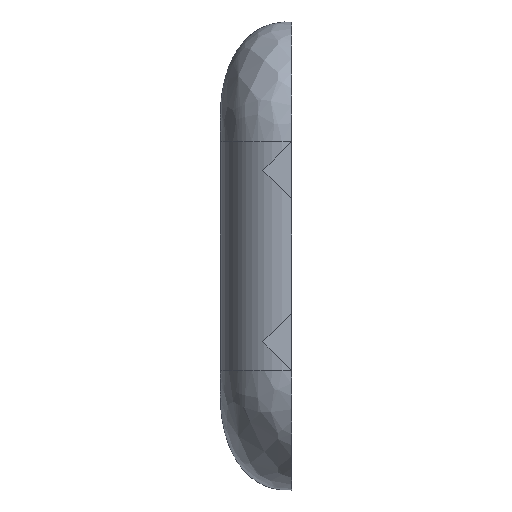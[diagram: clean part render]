
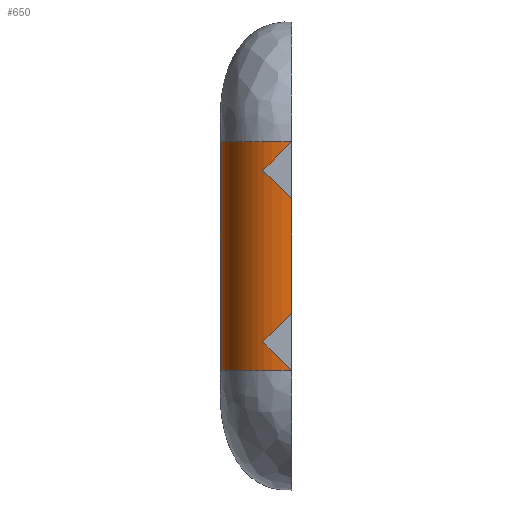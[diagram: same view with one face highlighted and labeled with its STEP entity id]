
A CAD part, left-side view. The second image highlights one B-rep face of the part: STEP entity #650.
In plain terms, the highlighted free-form (B-spline) face has degree [3, 1] with [16, 2] control points.
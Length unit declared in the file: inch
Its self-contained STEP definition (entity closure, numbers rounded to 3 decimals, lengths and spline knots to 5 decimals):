
#133=B_SPLINE_SURFACE_WITH_KNOTS('',3,1,((#1305,#1306),(#1307,#1308),(#1309,
#1310),(#1311,#1312),(#1313,#1314),(#1315,#1316),(#1317,#1318),(#1319,#1320),
(#1321,#1322),(#1323,#1324),(#1325,#1326),(#1327,#1328),(#1329,#1330),(#1331,
#1332),(#1333,#1334),(#1335,#1336)),.UNSPECIFIED.,.F.,.F.,.F.,(4,3,3,3,
3,4),(2,2),(-0.4342,-0.33589,-0.22988,-0.06125,
0.,0.02152),(0.,2.53492),.UNSPECIFIED.);
#154=FACE_OUTER_BOUND('',#200,.T.);
#200=EDGE_LOOP('',(#471,#472,#473,#474));
#242=B_SPLINE_CURVE_WITH_KNOTS('',3,(#865,#866,#867,#868,#869,#870),
 .UNSPECIFIED.,.F.,.F.,(4,2,4),(-2.53492,-1.26746,0.),.UNSPECIFIED.);
#264=B_SPLINE_CURVE_WITH_KNOTS('',3,(#1265,#1266,#1267,#1268,#1269,#1270,
#1271,#1272,#1273,#1274,#1275,#1276,#1277,#1278,#1279,#1280),
 .UNSPECIFIED.,.F.,.F.,(4,3,3,3,3,4),(-0.42039,-0.33589,
-0.22988,-0.06125,0.,0.01144),
 .UNSPECIFIED.);
#267=B_SPLINE_CURVE_WITH_KNOTS('',3,(#1338,#1339,#1340,#1341,#1342,#1343,
#1344,#1345,#1346,#1347,#1348,#1349,#1350,#1351,#1352,#1353),
 .UNSPECIFIED.,.F.,.F.,(4,3,3,3,3,4),(-0.42039,-0.33589,
-0.22988,-0.06125,0.,0.01144),
 .UNSPECIFIED.);
#268=B_SPLINE_CURVE_WITH_KNOTS('',3,(#1354,#1355,#1356,#1357,#1358,#1359),
 .UNSPECIFIED.,.F.,.F.,(4,2,4),(-2.53492,-1.26746,0.),.UNSPECIFIED.);
#290=VERTEX_POINT('',#851);
#291=VERTEX_POINT('',#864);
#308=VERTEX_POINT('',#1264);
#310=VERTEX_POINT('',#1337);
#346=EDGE_CURVE('',#291,#290,#242,.T.);
#368=EDGE_CURVE('',#291,#308,#264,.T.);
#371=EDGE_CURVE('',#290,#310,#267,.T.);
#372=EDGE_CURVE('',#310,#308,#268,.F.);
#471=ORIENTED_EDGE('',*,*,#346,.T.);
#472=ORIENTED_EDGE('',*,*,#371,.T.);
#473=ORIENTED_EDGE('',*,*,#372,.T.);
#474=ORIENTED_EDGE('',*,*,#368,.F.);
#650=ADVANCED_FACE('',(#154),#133,.T.);
#851=CARTESIAN_POINT('',(-1.0202,0.26,0.499));
#864=CARTESIAN_POINT('',(-1.0202,0.26,-0.499));
#865=CARTESIAN_POINT('Ctrl Pts',(-1.0202,0.26,-0.499));
#866=CARTESIAN_POINT('Ctrl Pts',(-1.0202,0.26,-0.33267));
#867=CARTESIAN_POINT('Ctrl Pts',(-1.0202,0.26,-0.16633));
#868=CARTESIAN_POINT('Ctrl Pts',(-1.0202,0.26,0.16633));
#869=CARTESIAN_POINT('Ctrl Pts',(-1.0202,0.26,0.33267));
#870=CARTESIAN_POINT('Ctrl Pts',(-1.0202,0.26,0.499));
#1264=CARTESIAN_POINT('',(-0.615,0.57,-0.499));
#1265=CARTESIAN_POINT('Ctrl Pts',(-1.02014,0.26005,-0.499));
#1266=CARTESIAN_POINT('Ctrl Pts',(-1.02332,0.29899,-0.499));
#1267=CARTESIAN_POINT('Ctrl Pts',(-1.0178,0.34115,-0.499));
#1268=CARTESIAN_POINT('Ctrl Pts',(-1.00119,0.37905,-0.499));
#1269=CARTESIAN_POINT('Ctrl Pts',(-0.98036,0.42661,
-0.499));
#1270=CARTESIAN_POINT('Ctrl Pts',(-0.94439,0.46472,
-0.499));
#1271=CARTESIAN_POINT('Ctrl Pts',(-0.9048,0.49184,
-0.499));
#1272=CARTESIAN_POINT('Ctrl Pts',(-0.84183,0.53497,
-0.499));
#1273=CARTESIAN_POINT('Ctrl Pts',(-0.76836,0.55568,-0.499));
#1274=CARTESIAN_POINT('Ctrl Pts',(-0.69873,0.56494,
-0.499));
#1275=CARTESIAN_POINT('Ctrl Pts',(-0.67343,0.56831,
-0.499));
#1276=CARTESIAN_POINT('Ctrl Pts',(-0.64872,0.57,-0.499));
#1277=CARTESIAN_POINT('Ctrl Pts',(-0.625,0.57,-0.499));
#1278=CARTESIAN_POINT('Ctrl Pts',(-0.62167,0.57,-0.499));
#1279=CARTESIAN_POINT('Ctrl Pts',(-0.61833,0.57,-0.499));
#1280=CARTESIAN_POINT('Ctrl Pts',(-0.615,0.57,-0.499));
#1305=CARTESIAN_POINT('Ctrl Pts',(-1.01789,0.24125,0.499));
#1306=CARTESIAN_POINT('Ctrl Pts',(-1.01789,0.24125,-0.499));
#1307=CARTESIAN_POINT('Ctrl Pts',(-1.02483,0.28511,0.499));
#1308=CARTESIAN_POINT('Ctrl Pts',(-1.02483,0.28511,-0.499));
#1309=CARTESIAN_POINT('Ctrl Pts',(-1.02051,0.33496,0.499));
#1310=CARTESIAN_POINT('Ctrl Pts',(-1.02051,0.33496,-0.499));
#1311=CARTESIAN_POINT('Ctrl Pts',(-1.00119,0.37905,0.499));
#1312=CARTESIAN_POINT('Ctrl Pts',(-1.00119,0.37905,-0.499));
#1313=CARTESIAN_POINT('Ctrl Pts',(-0.98036,0.42661,
0.499));
#1314=CARTESIAN_POINT('Ctrl Pts',(-0.98036,0.42661,
-0.499));
#1315=CARTESIAN_POINT('Ctrl Pts',(-0.94439,0.46472,
0.499));
#1316=CARTESIAN_POINT('Ctrl Pts',(-0.94439,0.46472,
-0.499));
#1317=CARTESIAN_POINT('Ctrl Pts',(-0.9048,0.49184,
0.499));
#1318=CARTESIAN_POINT('Ctrl Pts',(-0.9048,0.49184,
-0.499));
#1319=CARTESIAN_POINT('Ctrl Pts',(-0.84183,0.53497,
0.499));
#1320=CARTESIAN_POINT('Ctrl Pts',(-0.84183,0.53497,
-0.499));
#1321=CARTESIAN_POINT('Ctrl Pts',(-0.76836,0.55568,0.499));
#1322=CARTESIAN_POINT('Ctrl Pts',(-0.76836,0.55568,-0.499));
#1323=CARTESIAN_POINT('Ctrl Pts',(-0.69873,0.56494,
0.499));
#1324=CARTESIAN_POINT('Ctrl Pts',(-0.69873,0.56494,
-0.499));
#1325=CARTESIAN_POINT('Ctrl Pts',(-0.67343,0.56831,
0.499));
#1326=CARTESIAN_POINT('Ctrl Pts',(-0.67343,0.56831,
-0.499));
#1327=CARTESIAN_POINT('Ctrl Pts',(-0.64872,0.57,0.499));
#1328=CARTESIAN_POINT('Ctrl Pts',(-0.64872,0.57,-0.499));
#1329=CARTESIAN_POINT('Ctrl Pts',(-0.625,0.57,0.499));
#1330=CARTESIAN_POINT('Ctrl Pts',(-0.625,0.57,-0.499));
#1331=CARTESIAN_POINT('Ctrl Pts',(-0.61873,0.57,0.499));
#1332=CARTESIAN_POINT('Ctrl Pts',(-0.61873,0.57,-0.499));
#1333=CARTESIAN_POINT('Ctrl Pts',(-0.61246,0.57,0.499));
#1334=CARTESIAN_POINT('Ctrl Pts',(-0.61246,0.57,-0.499));
#1335=CARTESIAN_POINT('Ctrl Pts',(-0.6062,0.57,0.499));
#1336=CARTESIAN_POINT('Ctrl Pts',(-0.6062,0.57,-0.499));
#1337=CARTESIAN_POINT('',(-0.615,0.57,0.499));
#1338=CARTESIAN_POINT('Ctrl Pts',(-1.02014,0.26005,0.499));
#1339=CARTESIAN_POINT('Ctrl Pts',(-1.02332,0.29899,0.499));
#1340=CARTESIAN_POINT('Ctrl Pts',(-1.0178,0.34115,0.499));
#1341=CARTESIAN_POINT('Ctrl Pts',(-1.00119,0.37905,0.499));
#1342=CARTESIAN_POINT('Ctrl Pts',(-0.98036,0.42661,
0.499));
#1343=CARTESIAN_POINT('Ctrl Pts',(-0.94439,0.46472,
0.499));
#1344=CARTESIAN_POINT('Ctrl Pts',(-0.9048,0.49184,
0.499));
#1345=CARTESIAN_POINT('Ctrl Pts',(-0.84183,0.53497,
0.499));
#1346=CARTESIAN_POINT('Ctrl Pts',(-0.76836,0.55568,0.499));
#1347=CARTESIAN_POINT('Ctrl Pts',(-0.69873,0.56494,
0.499));
#1348=CARTESIAN_POINT('Ctrl Pts',(-0.67343,0.56831,
0.499));
#1349=CARTESIAN_POINT('Ctrl Pts',(-0.64872,0.57,0.499));
#1350=CARTESIAN_POINT('Ctrl Pts',(-0.625,0.57,0.499));
#1351=CARTESIAN_POINT('Ctrl Pts',(-0.62167,0.57,0.499));
#1352=CARTESIAN_POINT('Ctrl Pts',(-0.61833,0.57,0.499));
#1353=CARTESIAN_POINT('Ctrl Pts',(-0.615,0.57,0.499));
#1354=CARTESIAN_POINT('Ctrl Pts',(-0.615,0.57,-0.499));
#1355=CARTESIAN_POINT('Ctrl Pts',(-0.615,0.57,-0.33267));
#1356=CARTESIAN_POINT('Ctrl Pts',(-0.615,0.57,-0.16633));
#1357=CARTESIAN_POINT('Ctrl Pts',(-0.615,0.57,0.16633));
#1358=CARTESIAN_POINT('Ctrl Pts',(-0.615,0.57,0.33267));
#1359=CARTESIAN_POINT('Ctrl Pts',(-0.615,0.57,0.499));
